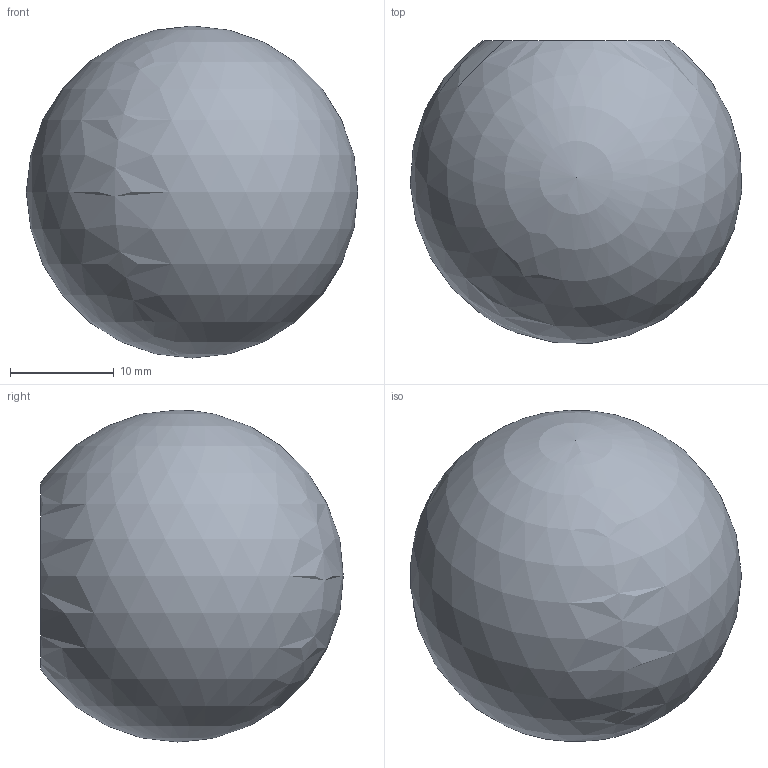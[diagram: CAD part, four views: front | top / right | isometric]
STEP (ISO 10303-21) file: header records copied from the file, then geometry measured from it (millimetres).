
FILE_DESCRIPTION(/* description */ (''),/* implementation_level */ '2;1');
FILE_NAME(/* name */ '11376_KriTec_Kugelgriff_32mm_M8.stp',/* time_stamp */ '2014-09-17T11:14:27+02:00',/* author */ ('kostic'),/* organization */ (''),/* preprocessor_version */ 'ST-DEVELOPER v15.2',/* originating_system */ 'Autodesk Inventor 2014',/* authorisation */ '');
FILE_SCHEMA (('AUTOMOTIVE_DESIGN { 1 0 10303 214 3 1 1 }'));
Length unit declared in the file: millimetre
Products named in the file (1): 11376_KriTec_Kugelgriff_32mm_M8
Bounding box: 31.94 x 29.16 x 32 mm (x, y, z)
Volume: 16354.3 mm3; surface area: 3449.3 mm2
Topology: 1 solids, 1 shells, 4 faces, 9 edges, 6 vertices
Faces by surface type: cone 1, cylinder 1, sphere 1, plane 1
Full cylindrical faces by diameter (mm): 6.647 x1
Entity records: 103 total; most frequent: DIRECTION 16, CARTESIAN_POINT 11, AXIS2_PLACEMENT_3D 8, EDGE_LOOP 6, ORIENTED_EDGE 6, FACE_BOUND 4, ADVANCED_FACE 4, CIRCLE 3
